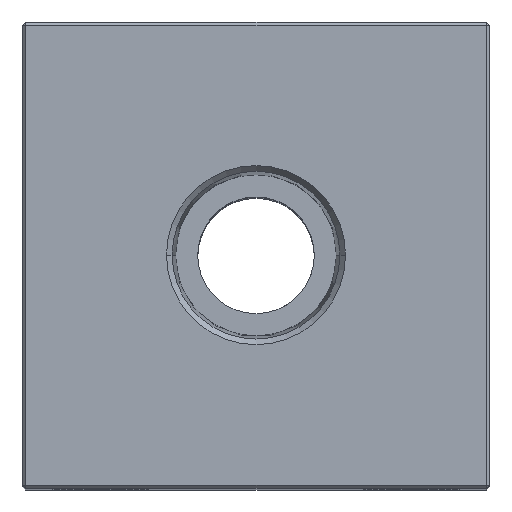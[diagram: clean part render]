
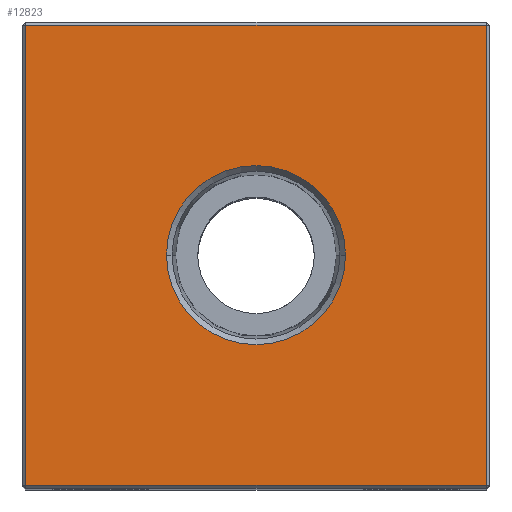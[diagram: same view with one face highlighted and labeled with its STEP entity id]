
A CAD part, top view. The second image highlights one B-rep face of the part: STEP entity #12823.
In plain terms, the highlighted planar face has unit normal (0, 0, 1).
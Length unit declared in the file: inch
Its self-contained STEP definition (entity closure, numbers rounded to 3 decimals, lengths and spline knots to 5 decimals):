
#213 = CARTESIAN_POINT ( 'NONE',  ( 0.288, 0., 3.25 ) ) ;
#1028 = PLANE ( 'NONE',  #1867 ) ;
#1136 = VECTOR ( 'NONE', #15185, 39.37008 ) ;
#1867 = AXIS2_PLACEMENT_3D ( 'NONE', #8471, #3059, #17903 ) ;
#2689 = DIRECTION ( 'NONE',  ( 1., 0., 0. ) ) ;
#2802 = LINE ( 'NONE', #4612, #21318 ) ;
#3059 = DIRECTION ( 'NONE',  ( 0., 0., -1. ) ) ;
#3280 = FACE_BOUND ( 'NONE', #20854, .T. ) ;
#3379 = VECTOR ( 'NONE', #15767, 39.37008 ) ;
#3412 = EDGE_LOOP ( 'NONE', ( #5518, #17329, #15680, #23620 ) ) ;
#3788 = DIRECTION ( 'NONE',  ( 1., 0., 0. ) ) ;
#3934 = VERTEX_POINT ( 'NONE', #213 ) ;
#4160 = CIRCLE ( 'NONE', #17927, 0.288 ) ;
#4612 = CARTESIAN_POINT ( 'NONE',  ( 0., -0.74, 3.25 ) ) ;
#4725 = DIRECTION ( 'NONE',  ( 1., 0., 0. ) ) ;
#5362 = CARTESIAN_POINT ( 'NONE',  ( 0.74, -0.74, 3.25 ) ) ;
#5518 = ORIENTED_EDGE ( 'NONE', *, *, #18810, .T. ) ;
#6297 = VERTEX_POINT ( 'NONE', #5362 ) ;
#6776 = AXIS2_PLACEMENT_3D ( 'NONE', #21031, #11563, #2689 ) ;
#7706 = VERTEX_POINT ( 'NONE', #8620 ) ;
#8275 = EDGE_CURVE ( 'NONE', #22212, #6297, #2802, .T. ) ;
#8307 = EDGE_CURVE ( 'NONE', #11693, #3934, #17476, .T. ) ;
#8471 = CARTESIAN_POINT ( 'NONE',  ( 0., 0., 3.25 ) ) ;
#8620 = CARTESIAN_POINT ( 'NONE',  ( -0.74, 0.74, 3.25 ) ) ;
#9427 = DIRECTION ( 'NONE',  ( 0., 0., 1. ) ) ;
#9732 = CARTESIAN_POINT ( 'NONE',  ( -0.74, -0.74, 3.25 ) ) ;
#10693 = VECTOR ( 'NONE', #19978, 39.37008 ) ;
#10769 = LINE ( 'NONE', #18059, #10693 ) ;
#11563 = DIRECTION ( 'NONE',  ( 0., 0., 1. ) ) ;
#11693 = VERTEX_POINT ( 'NONE', #17274 ) ;
#12823 = ADVANCED_FACE ( 'NONE', ( #14207, #3280 ), #1028, .F. ) ;
#14207 = FACE_OUTER_BOUND ( 'NONE', #3412, .T. ) ;
#14388 = CARTESIAN_POINT ( 'NONE',  ( 0.74, 0.74, 3.25 ) ) ;
#15035 = ORIENTED_EDGE ( 'NONE', *, *, #20031, .F. ) ;
#15185 = DIRECTION ( 'NONE',  ( 0., -1., 0. ) ) ;
#15443 = EDGE_CURVE ( 'NONE', #6297, #22469, #18021, .T. ) ;
#15680 = ORIENTED_EDGE ( 'NONE', *, *, #15443, .T. ) ;
#15767 = DIRECTION ( 'NONE',  ( 0., 1., 0. ) ) ;
#16570 = ORIENTED_EDGE ( 'NONE', *, *, #8307, .F. ) ;
#16609 = CARTESIAN_POINT ( 'NONE',  ( 0., 0., 3.25 ) ) ;
#17274 = CARTESIAN_POINT ( 'NONE',  ( -0.288, 0., 3.25 ) ) ;
#17329 = ORIENTED_EDGE ( 'NONE', *, *, #8275, .T. ) ;
#17476 = CIRCLE ( 'NONE', #6776, 0.288 ) ;
#17903 = DIRECTION ( 'NONE',  ( -1., 0., 0. ) ) ;
#17927 = AXIS2_PLACEMENT_3D ( 'NONE', #16609, #9427, #3788 ) ;
#18021 = LINE ( 'NONE', #23066, #3379 ) ;
#18059 = CARTESIAN_POINT ( 'NONE',  ( 0., 0.74, 3.25 ) ) ;
#18810 = EDGE_CURVE ( 'NONE', #7706, #22212, #20935, .T. ) ;
#19978 = DIRECTION ( 'NONE',  ( -1., 0., 0. ) ) ;
#20031 = EDGE_CURVE ( 'NONE', #3934, #11693, #4160, .T. ) ;
#20854 = EDGE_LOOP ( 'NONE', ( #15035, #16570 ) ) ;
#20935 = LINE ( 'NONE', #22619, #1136 ) ;
#21031 = CARTESIAN_POINT ( 'NONE',  ( 0., 0., 3.25 ) ) ;
#21318 = VECTOR ( 'NONE', #4725, 39.37008 ) ;
#21474 = EDGE_CURVE ( 'NONE', #22469, #7706, #10769, .T. ) ;
#22212 = VERTEX_POINT ( 'NONE', #9732 ) ;
#22469 = VERTEX_POINT ( 'NONE', #14388 ) ;
#22619 = CARTESIAN_POINT ( 'NONE',  ( -0.74, 0., 3.25 ) ) ;
#23066 = CARTESIAN_POINT ( 'NONE',  ( 0.74, 0., 3.25 ) ) ;
#23620 = ORIENTED_EDGE ( 'NONE', *, *, #21474, .T. ) ;
